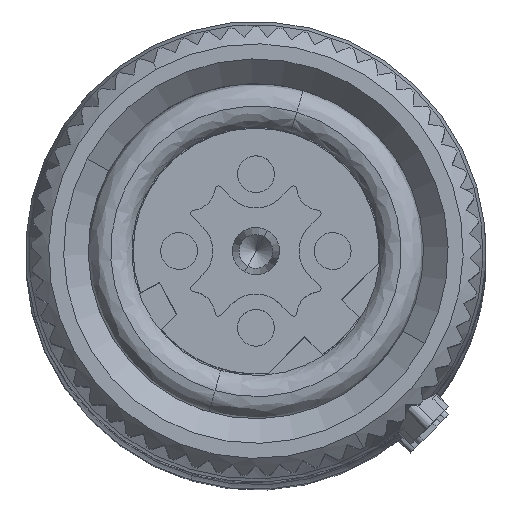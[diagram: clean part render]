
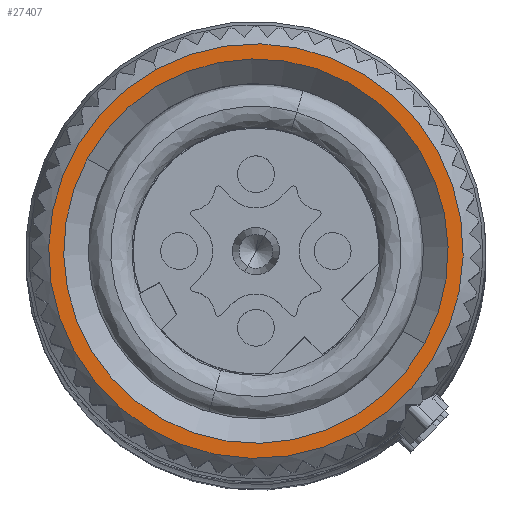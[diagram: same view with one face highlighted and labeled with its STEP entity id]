
A CAD part, top view. The second image highlights one B-rep face of the part: STEP entity #27407.
In plain terms, the highlighted planar face has unit normal (0, 0, 1).
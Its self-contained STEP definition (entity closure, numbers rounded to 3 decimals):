
#27180=AXIS2_PLACEMENT_3D('Circle Axis2P3D',#27178,#27179,$) ;
#27285=AXIS2_PLACEMENT_3D('Circle Axis2P3D',#27283,#27284,$) ;
#27383=AXIS2_PLACEMENT_3D('Plane Axis2P3D',#27380,#27381,#27382) ;
#27391=AXIS2_PLACEMENT_3D('Circle Axis2P3D',#27389,#27390,$) ;
#27400=AXIS2_PLACEMENT_3D('Circle Axis2P3D',#27398,#27399,$) ;
#27175=CARTESIAN_POINT('Vertex',(4.264,13.424,185.75)) ;
#27178=CARTESIAN_POINT('Axis2P3D Location',(7.5,7.5,185.75)) ;
#27182=CARTESIAN_POINT('Vertex',(10.736,1.576,185.75)) ;
#27283=CARTESIAN_POINT('Axis2P3D Location',(7.5,7.5,185.75)) ;
#27380=CARTESIAN_POINT('Axis2P3D Location',(7.5,0.75,185.75)) ;
#27389=CARTESIAN_POINT('Axis2P3D Location',(7.5,7.5,185.75)) ;
#27393=CARTESIAN_POINT('Vertex',(2.006,10.501,185.75)) ;
#27395=CARTESIAN_POINT('Vertex',(12.994,4.499,185.75)) ;
#27398=CARTESIAN_POINT('Axis2P3D Location',(7.5,7.5,185.75)) ;
#27179=DIRECTION('Axis2P3D Direction',(0.,0.,-1.)) ;
#27284=DIRECTION('Axis2P3D Direction',(0.,0.,-1.)) ;
#27381=DIRECTION('Axis2P3D Direction',(0.,0.,1.)) ;
#27382=DIRECTION('Axis2P3D XDirection',(1.,0.,0.)) ;
#27390=DIRECTION('Axis2P3D Direction',(0.,0.,1.)) ;
#27399=DIRECTION('Axis2P3D Direction',(0.,0.,1.)) ;
#27386=ORIENTED_EDGE('',*,*,#27184,.T.) ;
#27387=ORIENTED_EDGE('',*,*,#27287,.T.) ;
#27404=ORIENTED_EDGE('',*,*,#27397,.F.) ;
#27405=ORIENTED_EDGE('',*,*,#27402,.F.) ;
#27406=FACE_BOUND('',#27403,.T.) ;
#27407=ADVANCED_FACE('Hauptk\X2\00F6\X0\rper',(#27388,#27406),#27384,.T.) ;
#27181=CIRCLE('generated circle',#27180,6.75) ;
#27286=CIRCLE('generated circle',#27285,6.75) ;
#27392=CIRCLE('generated circle',#27391,6.26) ;
#27401=CIRCLE('generated circle',#27400,6.26) ;
#27184=EDGE_CURVE('',#27183,#27176,#27181,.F.) ;
#27287=EDGE_CURVE('',#27176,#27183,#27286,.F.) ;
#27397=EDGE_CURVE('',#27394,#27396,#27392,.T.) ;
#27402=EDGE_CURVE('',#27396,#27394,#27401,.T.) ;
#27385=EDGE_LOOP('',(#27386,#27387)) ;
#27403=EDGE_LOOP('',(#27404,#27405)) ;
#27388=FACE_OUTER_BOUND('',#27385,.T.) ;
#27384=PLANE('',#27383) ;
#27176=VERTEX_POINT('',#27175) ;
#27183=VERTEX_POINT('',#27182) ;
#27394=VERTEX_POINT('',#27393) ;
#27396=VERTEX_POINT('',#27395) ;
